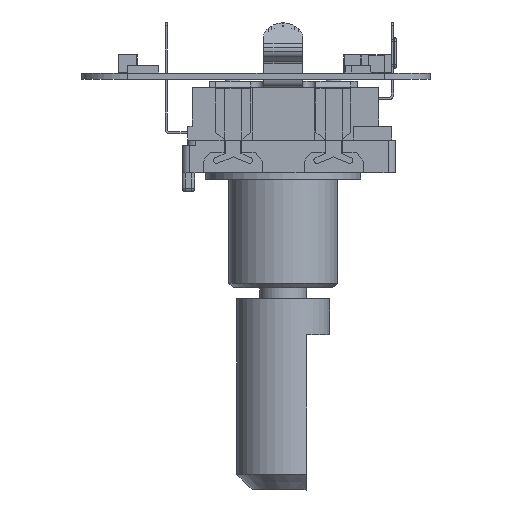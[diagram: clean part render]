
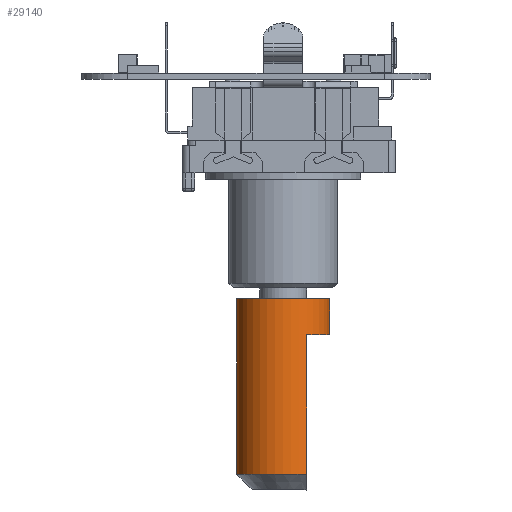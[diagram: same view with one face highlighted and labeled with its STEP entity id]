
A CAD part, left-side view. The second image highlights one B-rep face of the part: STEP entity #29140.
In plain terms, the highlighted cylindrical face has radius 3 mm (diameter 6 mm), a full revolution.
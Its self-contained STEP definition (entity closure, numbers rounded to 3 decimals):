
#29140 = ADVANCED_FACE('',(#29141),#29201,.T.);
#29141 = FACE_BOUND('',#29142,.T.);
#29142 = EDGE_LOOP('',(#29143,#29153,#29162,#29170,#29179,#29186,#29193,
    #29194));
#29143 = ORIENTED_EDGE('',*,*,#29144,.F.);
#29144 = EDGE_CURVE('',#29145,#29147,#29149,.T.);
#29145 = VERTEX_POINT('',#29146);
#29146 = CARTESIAN_POINT('',(16.598,8.,
    -25.811));
#29147 = VERTEX_POINT('',#29148);
#29148 = CARTESIAN_POINT('',(16.598,8.,
    -16.811));
#29149 = LINE('',#29150,#29151);
#29150 = CARTESIAN_POINT('',(16.598,8.,
    -26.411));
#29151 = VECTOR('',#29152,1.);
#29152 = DIRECTION('',(0.,0.,1.));
#29153 = ORIENTED_EDGE('',*,*,#29154,.F.);
#29154 = EDGE_CURVE('',#29155,#29145,#29157,.T.);
#29155 = VERTEX_POINT('',#29156);
#29156 = CARTESIAN_POINT('',(11.402,8.,
    -25.811));
#29157 = CIRCLE('',#29158,3.);
#29158 = AXIS2_PLACEMENT_3D('',#29159,#29160,#29161);
#29159 = CARTESIAN_POINT('',(14.,9.5,
    -25.811));
#29160 = DIRECTION('',(0.,0.,-1.));
#29161 = DIRECTION('',(0.,1.,0.));
#29162 = ORIENTED_EDGE('',*,*,#29163,.T.);
#29163 = EDGE_CURVE('',#29155,#29164,#29166,.T.);
#29164 = VERTEX_POINT('',#29165);
#29165 = CARTESIAN_POINT('',(11.402,8.,
    -16.811));
#29166 = LINE('',#29167,#29168);
#29167 = CARTESIAN_POINT('',(11.402,8.,
    -26.411));
#29168 = VECTOR('',#29169,1.);
#29169 = DIRECTION('',(0.,0.,1.));
#29170 = ORIENTED_EDGE('',*,*,#29171,.T.);
#29171 = EDGE_CURVE('',#29164,#29172,#29174,.T.);
#29172 = VERTEX_POINT('',#29173);
#29173 = CARTESIAN_POINT('',(14.,6.5,
    -16.811));
#29174 = CIRCLE('',#29175,3.);
#29175 = AXIS2_PLACEMENT_3D('',#29176,#29177,#29178);
#29176 = CARTESIAN_POINT('',(14.,9.5,
    -16.811));
#29177 = DIRECTION('',(0.,0.,1.));
#29178 = DIRECTION('',(0.,-1.,0.));
#29179 = ORIENTED_EDGE('',*,*,#29180,.T.);
#29180 = EDGE_CURVE('',#29172,#29181,#29183,.T.);
#29181 = VERTEX_POINT('',#29182);
#29182 = CARTESIAN_POINT('',(14.,6.5,
    -14.511));
#29183 = B_SPLINE_CURVE_WITH_KNOTS('',1,(#29184,#29185),.UNSPECIFIED.,
  .F.,.F.,(2,2),(9.6,11.9),.PIECEWISE_BEZIER_KNOTS.);
#29184 = CARTESIAN_POINT('',(14.,6.5,
    -16.811));
#29185 = CARTESIAN_POINT('',(14.,6.5,
    -14.511));
#29186 = ORIENTED_EDGE('',*,*,#29187,.F.);
#29187 = EDGE_CURVE('',#29181,#29181,#29188,.T.);
#29188 = CIRCLE('',#29189,3.);
#29189 = AXIS2_PLACEMENT_3D('',#29190,#29191,#29192);
#29190 = CARTESIAN_POINT('',(14.,9.5,
    -14.511));
#29191 = DIRECTION('',(0.,0.,1.));
#29192 = DIRECTION('',(0.,-1.,0.));
#29193 = ORIENTED_EDGE('',*,*,#29180,.F.);
#29194 = ORIENTED_EDGE('',*,*,#29195,.T.);
#29195 = EDGE_CURVE('',#29172,#29147,#29196,.T.);
#29196 = CIRCLE('',#29197,3.);
#29197 = AXIS2_PLACEMENT_3D('',#29198,#29199,#29200);
#29198 = CARTESIAN_POINT('',(14.,9.5,
    -16.811));
#29199 = DIRECTION('',(0.,0.,1.));
#29200 = DIRECTION('',(0.,-1.,0.));
#29201 = CYLINDRICAL_SURFACE('',#29202,3.);
#29202 = AXIS2_PLACEMENT_3D('',#29203,#29204,#29205);
#29203 = CARTESIAN_POINT('',(14.,9.5,
    -26.411));
#29204 = DIRECTION('',(0.,0.,1.));
#29205 = DIRECTION('',(0.,-1.,0.));
